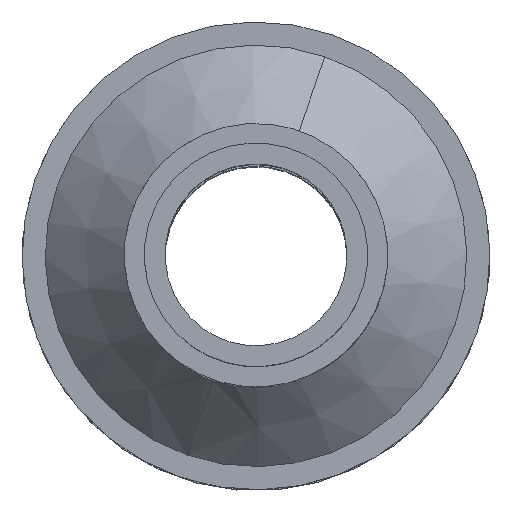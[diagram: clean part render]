
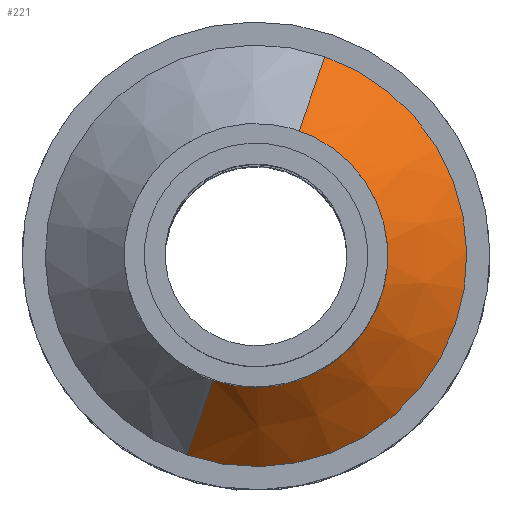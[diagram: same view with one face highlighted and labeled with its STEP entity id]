
A CAD part, top view. The second image highlights one B-rep face of the part: STEP entity #221.
In plain terms, the highlighted conical face has half-angle 45 degrees and reference radius 5.613 mm.
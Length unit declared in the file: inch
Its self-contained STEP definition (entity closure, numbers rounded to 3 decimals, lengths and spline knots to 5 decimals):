
#162 = EDGE_CURVE ( 'NONE', #1311, #1368, #381, .T. ) ;
#169 = EDGE_CURVE ( 'NONE', #1311, #1363, #1777, .T. ) ;
#221 = ADVANCED_FACE ( 'NONE', ( #526 ), #1738, .T. ) ;
#378 = CARTESIAN_POINT ( 'NONE',  ( 0.07219, 0.20888, 1.09771 ) ) ;
#381 = LINE ( 'NONE', #378, #1758 ) ;
#391 = DIRECTION ( 'NONE',  ( 0.231, 0.668, -0.707 ) ) ;
#408 = ORIENTED_EDGE ( 'NONE', *, *, #162, .F. ) ;
#417 = ORIENTED_EDGE ( 'NONE', *, *, #634, .T. ) ;
#422 = ORIENTED_EDGE ( 'NONE', *, *, #169, .T. ) ;
#424 = ORIENTED_EDGE ( 'NONE', *, *, #670, .T. ) ;
#469 = ORIENTED_EDGE ( 'NONE', *, *, #690, .F. ) ;
#526 = FACE_OUTER_BOUND ( 'NONE', #991, .T. ) ;
#540 = CARTESIAN_POINT ( 'NONE',  ( 0., 0., 1.09771 ) ) ;
#551 = DIRECTION ( 'NONE',  ( -0.327, -0.945, 0. ) ) ;
#553 = DIRECTION ( 'NONE',  ( -0.327, -0.945, 0. ) ) ;
#554 = DIRECTION ( 'NONE',  ( 0., 0., -1. ) ) ;
#555 = CARTESIAN_POINT ( 'NONE',  ( 0., 0., 1.09771 ) ) ;
#559 = DIRECTION ( 'NONE',  ( 0., 0., -1. ) ) ;
#634 = EDGE_CURVE ( 'NONE', #1363, #1321, #1661, .T. ) ;
#670 = EDGE_CURVE ( 'NONE', #1321, #1327, #1206, .T. ) ;
#690 = EDGE_CURVE ( 'NONE', #1368, #1327, #1520, .T. ) ;
#869 = DIRECTION ( 'NONE',  ( -0.327, -0.945, 0. ) ) ;
#871 = DIRECTION ( 'NONE',  ( 0., 0., -1. ) ) ;
#872 = CARTESIAN_POINT ( 'NONE',  ( 0., 0., 1.09771 ) ) ;
#991 = EDGE_LOOP ( 'NONE', ( #408, #422, #417, #424, #469 ) ) ;
#1135 = CARTESIAN_POINT ( 'NONE',  ( 0.07219, 0.20888, 1.09771 ) ) ;
#1153 = CARTESIAN_POINT ( 'NONE',  ( -0.07219, -0.20888, 1.09771 ) ) ;
#1160 = CARTESIAN_POINT ( 'NONE',  ( -0.11554, -0.33431, 0.965 ) ) ;
#1171 = CARTESIAN_POINT ( 'NONE',  ( 0.11554, 0.33431, 0.965 ) ) ;
#1172 = CARTESIAN_POINT ( 'NONE',  ( 0.09653, 0.19881, 1.09771 ) ) ;
#1206 = LINE ( 'NONE', #1207, #1504 ) ;
#1207 = CARTESIAN_POINT ( 'NONE',  ( -0.07219, -0.20888, 1.09771 ) ) ;
#1208 = DIRECTION ( 'NONE',  ( -0.231, -0.668, -0.707 ) ) ;
#1269 = CARTESIAN_POINT ( 'NONE',  ( 0., 0., 0.965 ) ) ;
#1270 = DIRECTION ( 'NONE',  ( 0., 0., -1. ) ) ;
#1271 = DIRECTION ( 'NONE',  ( -0.327, -0.945, 0. ) ) ;
#1311 = VERTEX_POINT ( 'NONE', #1135 ) ;
#1321 = VERTEX_POINT ( 'NONE', #1153 ) ;
#1327 = VERTEX_POINT ( 'NONE', #1160 ) ;
#1363 = VERTEX_POINT ( 'NONE', #1172 ) ;
#1368 = VERTEX_POINT ( 'NONE', #1171 ) ;
#1504 = VECTOR ( 'NONE', #1208, 39.37008 ) ;
#1520 = CIRCLE ( 'NONE', #1599, 0.35371 ) ;
#1599 = AXIS2_PLACEMENT_3D ( 'NONE', #1269, #1270, #1271 ) ;
#1637 = AXIS2_PLACEMENT_3D ( 'NONE', #872, #871, #869 ) ;
#1661 = CIRCLE ( 'NONE', #1637, 0.221 ) ;
#1712 = AXIS2_PLACEMENT_3D ( 'NONE', #555, #554, #553 ) ;
#1730 = AXIS2_PLACEMENT_3D ( 'NONE', #540, #559, #551 ) ;
#1738 = CONICAL_SURFACE ( 'NONE', #1730, 0.221, 0.785 ) ;
#1758 = VECTOR ( 'NONE', #391, 39.37008 ) ;
#1777 = CIRCLE ( 'NONE', #1712, 0.221 ) ;
